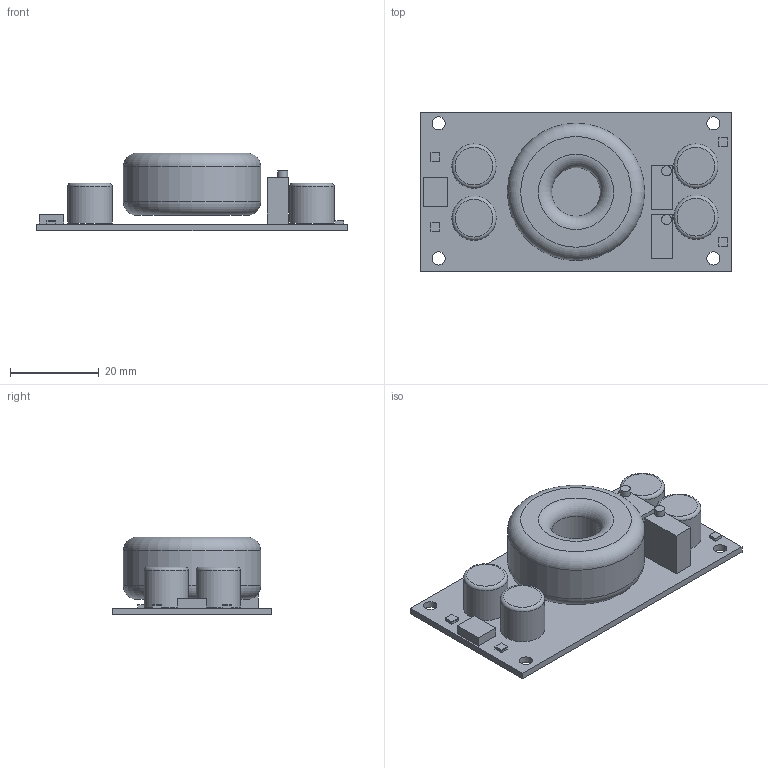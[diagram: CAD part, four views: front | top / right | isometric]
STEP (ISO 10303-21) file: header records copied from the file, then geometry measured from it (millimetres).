
FILE_DESCRIPTION(/* description */ (''),/* implementation_level */ '2;1');
FILE_NAME(/* name */ 'Buck Boost 250W Inverter Module v4.step',/* time_stamp */ '2020-09-24T09:25:13+10:00',/* author */ (''),/* organization */ (''),/* preprocessor_version */ 'ST-DEVELOPER v18.1',/* originating_system */ 'Autodesk Translation Framework v9.3.0.1241',/* authorisation */ '');
FILE_SCHEMA (('AUTOMOTIVE_DESIGN { 1 0 10303 214 3 1 1 }'));
Length unit declared in the file: millimetre
Products named in the file (2): (Unsaved); Buck Inverter
Assembly tree (1 placements, depth 2):
  (Unsaved)
    Buck Inverter
Bounding box: 70 x 36 x 17.5 mm (x, y, z)
Volume: 16385.9 mm3; surface area: 10942.8 mm2
Topology: 15 solids, 15 shells, 92 faces, 178 edges, 118 vertices
Faces by surface type: plane 72, cylinder 12, torus 8
Full cylindrical faces by diameter (mm): 2.25 x2, 3 x4, 10 x4, 11 x1, 31 x1
Entity records: 2426 total; most frequent: DIRECTION 414, CARTESIAN_POINT 391, ORIENTED_EDGE 356, EDGE_CURVE 178, AXIS2_PLACEMENT_3D 141, LINE 132, VECTOR 132, VERTEX_POINT 118
